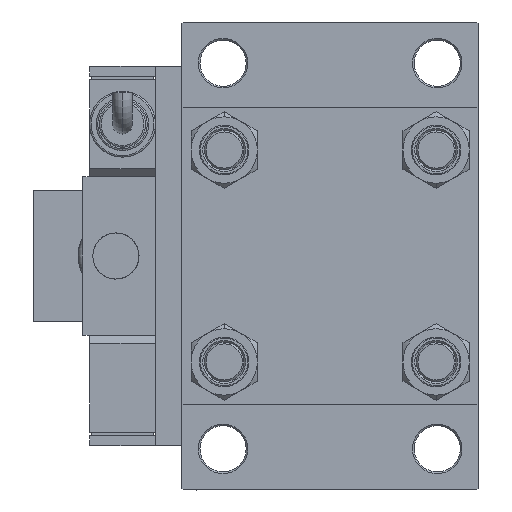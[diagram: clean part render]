
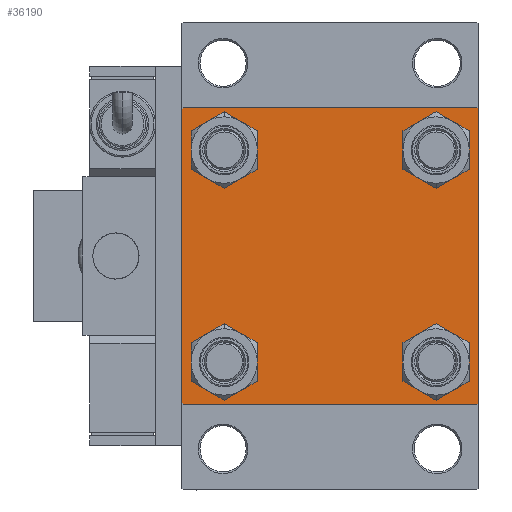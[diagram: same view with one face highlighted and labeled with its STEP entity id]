
A CAD part, left-side view. The second image highlights one B-rep face of the part: STEP entity #36190.
In plain terms, the highlighted planar face has unit normal (-1, 0, 0).
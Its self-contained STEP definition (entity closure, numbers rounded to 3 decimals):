
#1 = EDGE_CURVE ( 'NONE', #31611, #18323, #20213, .T. ) ;
#117 = CARTESIAN_POINT ( 'NONE',  ( 0., -45., -44.5 ) ) ;
#147 = EDGE_CURVE ( 'NONE', #52333, #38710, #28270, .T. ) ;
#790 = VECTOR ( 'NONE', #23414, 1000. ) ;
#975 = ORIENTED_EDGE ( 'NONE', *, *, #50383, .T. ) ;
#1732 = CARTESIAN_POINT ( 'NONE',  ( 0., 32.15, -38.65 ) ) ;
#1906 = DIRECTION ( 'NONE',  ( 0., 0.707, -0.707 ) ) ;
#4177 = CIRCLE ( 'NONE', #39789, 6.5 ) ;
#4881 = CARTESIAN_POINT ( 'NONE',  ( 0., -44.5, -45. ) ) ;
#5090 = EDGE_CURVE ( 'NONE', #25992, #18450, #44669, .T. ) ;
#5513 = ORIENTED_EDGE ( 'NONE', *, *, #14088, .T. ) ;
#5534 = DIRECTION ( 'NONE',  ( 1., 0., 0. ) ) ;
#5774 = VERTEX_POINT ( 'NONE', #21548 ) ;
#6495 = CARTESIAN_POINT ( 'NONE',  ( 0., 44.75, -44.75 ) ) ;
#6631 = AXIS2_PLACEMENT_3D ( 'NONE', #10299, #6956, #40958 ) ;
#6901 = ORIENTED_EDGE ( 'NONE', *, *, #46483, .T. ) ;
#6956 = DIRECTION ( 'NONE',  ( -1., 0., 0. ) ) ;
#7403 = DIRECTION ( 'NONE',  ( 0., 0., 1. ) ) ;
#7445 = CARTESIAN_POINT ( 'NONE',  ( 0., 32.15, 38.65 ) ) ;
#7784 = CARTESIAN_POINT ( 'NONE',  ( 0., 45., 45. ) ) ;
#7954 = CIRCLE ( 'NONE', #19532, 6.5 ) ;
#8330 = LINE ( 'NONE', #7784, #20006 ) ;
#9100 = CARTESIAN_POINT ( 'NONE',  ( 0., -44.75, 44.75 ) ) ;
#9578 = VECTOR ( 'NONE', #13376, 1000. ) ;
#9936 = CARTESIAN_POINT ( 'NONE',  ( 0., -32.15, 25.65 ) ) ;
#10170 = DIRECTION ( 'NONE',  ( 1., 0., 0. ) ) ;
#10299 = CARTESIAN_POINT ( 'NONE',  ( 0., 0., 0. ) ) ;
#10573 = FACE_OUTER_BOUND ( 'NONE', #15166, .T. ) ;
#11526 = CARTESIAN_POINT ( 'NONE',  ( 0., -45., 44.5 ) ) ;
#12463 = DIRECTION ( 'NONE',  ( 1., 0., 0. ) ) ;
#12783 = CARTESIAN_POINT ( 'NONE',  ( 0., -32.15, -38.65 ) ) ;
#13376 = DIRECTION ( 'NONE',  ( 0., 0.707, 0.707 ) ) ;
#13592 = CARTESIAN_POINT ( 'NONE',  ( 0., -32.15, -25.65 ) ) ;
#14088 = EDGE_CURVE ( 'NONE', #53035, #22309, #22687, .T. ) ;
#14488 = FACE_BOUND ( 'NONE', #24485, .T. ) ;
#14506 = ORIENTED_EDGE ( 'NONE', *, *, #147, .T. ) ;
#15166 = EDGE_LOOP ( 'NONE', ( #24408, #28947, #20237, #975, #27791, #6901, #22622, #26077 ) ) ;
#15181 = CARTESIAN_POINT ( 'NONE',  ( 0., -32.15, 32.15 ) ) ;
#15556 = VERTEX_POINT ( 'NONE', #4881 ) ;
#15652 = ORIENTED_EDGE ( 'NONE', *, *, #52766, .T. ) ;
#15696 = VERTEX_POINT ( 'NONE', #11526 ) ;
#16354 = CARTESIAN_POINT ( 'NONE',  ( 0., 45., -44.5 ) ) ;
#16686 = DIRECTION ( 'NONE',  ( 0., 0., -1. ) ) ;
#18313 = ORIENTED_EDGE ( 'NONE', *, *, #44901, .T. ) ;
#18323 = VERTEX_POINT ( 'NONE', #12783 ) ;
#18450 = VERTEX_POINT ( 'NONE', #47636 ) ;
#19184 = LINE ( 'NONE', #53482, #52502 ) ;
#19532 = AXIS2_PLACEMENT_3D ( 'NONE', #43726, #5534, #51270 ) ;
#19933 = AXIS2_PLACEMENT_3D ( 'NONE', #15181, #10170, #40007 ) ;
#20006 = VECTOR ( 'NONE', #16686, 1000. ) ;
#20213 = CIRCLE ( 'NONE', #51400, 6.5 ) ;
#20237 = ORIENTED_EDGE ( 'NONE', *, *, #40523, .T. ) ;
#20343 = DIRECTION ( 'NONE',  ( 1., 0., 0. ) ) ;
#21413 = LINE ( 'NONE', #42061, #34221 ) ;
#21548 = CARTESIAN_POINT ( 'NONE',  ( 0., 32.15, -25.65 ) ) ;
#22309 = VERTEX_POINT ( 'NONE', #7445 ) ;
#22622 = ORIENTED_EDGE ( 'NONE', *, *, #25028, .F. ) ;
#22640 = CIRCLE ( 'NONE', #19933, 6.5 ) ;
#22687 = CIRCLE ( 'NONE', #36104, 6.5 ) ;
#22930 = AXIS2_PLACEMENT_3D ( 'NONE', #46041, #29041, #24046 ) ;
#23414 = DIRECTION ( 'NONE',  ( 0., -1., 0. ) ) ;
#23478 = DIRECTION ( 'NONE',  ( 0., -0.707, -0.707 ) ) ;
#23713 = CARTESIAN_POINT ( 'NONE',  ( 0., -44.75, -44.75 ) ) ;
#23720 = ORIENTED_EDGE ( 'NONE', *, *, #39441, .T. ) ;
#24046 = DIRECTION ( 'NONE',  ( 0., 0., 1. ) ) ;
#24408 = ORIENTED_EDGE ( 'NONE', *, *, #41794, .T. ) ;
#24485 = EDGE_LOOP ( 'NONE', ( #23720, #14506 ) ) ;
#24547 = EDGE_CURVE ( 'NONE', #18323, #31611, #39085, .T. ) ;
#24670 = EDGE_LOOP ( 'NONE', ( #29746, #52163 ) ) ;
#24898 = CARTESIAN_POINT ( 'NONE',  ( 0., -32.15, 38.65 ) ) ;
#25028 = EDGE_CURVE ( 'NONE', #25186, #37497, #41251, .T. ) ;
#25047 = VECTOR ( 'NONE', #33580, 1000. ) ;
#25186 = VERTEX_POINT ( 'NONE', #45963 ) ;
#25276 = EDGE_CURVE ( 'NONE', #31961, #5774, #7954, .T. ) ;
#25681 = CARTESIAN_POINT ( 'NONE',  ( 0., 45., 44.5 ) ) ;
#25802 = DIRECTION ( 'NONE',  ( 1., 0., 0. ) ) ;
#25992 = VERTEX_POINT ( 'NONE', #16354 ) ;
#26077 = ORIENTED_EDGE ( 'NONE', *, *, #53982, .T. ) ;
#26752 = LINE ( 'NONE', #9100, #9578 ) ;
#27620 = AXIS2_PLACEMENT_3D ( 'NONE', #31296, #25802, #42820 ) ;
#27791 = ORIENTED_EDGE ( 'NONE', *, *, #30409, .F. ) ;
#28127 = FACE_BOUND ( 'NONE', #55154, .T. ) ;
#28270 = CIRCLE ( 'NONE', #22930, 6.5 ) ;
#28947 = ORIENTED_EDGE ( 'NONE', *, *, #5090, .T. ) ;
#29041 = DIRECTION ( 'NONE',  ( 1., 0., 0. ) ) ;
#29746 = ORIENTED_EDGE ( 'NONE', *, *, #1, .T. ) ;
#30409 = EDGE_CURVE ( 'NONE', #15696, #44789, #54784, .T. ) ;
#31296 = CARTESIAN_POINT ( 'NONE',  ( 0., -32.15, -32.15 ) ) ;
#31611 = VERTEX_POINT ( 'NONE', #13592 ) ;
#31961 = VERTEX_POINT ( 'NONE', #1732 ) ;
#32760 = DIRECTION ( 'NONE',  ( 1., 0., 0. ) ) ;
#32777 = CARTESIAN_POINT ( 'NONE',  ( 0., -45., 45. ) ) ;
#32922 = VECTOR ( 'NONE', #23478, 1000. ) ;
#33580 = DIRECTION ( 'NONE',  ( 0., 0., -1. ) ) ;
#33633 = CARTESIAN_POINT ( 'NONE',  ( 0., 32.15, 32.15 ) ) ;
#33718 = CARTESIAN_POINT ( 'NONE',  ( 0., 32.15, -32.15 ) ) ;
#34221 = VECTOR ( 'NONE', #46522, 1000. ) ;
#36104 = AXIS2_PLACEMENT_3D ( 'NONE', #33633, #12463, #38099 ) ;
#36190 = ADVANCED_FACE ( 'NONE', ( #14488, #52692, #48237, #28127, #10573 ), #45136, .T. ) ;
#37199 = DIRECTION ( 'NONE',  ( 1., 0., 0. ) ) ;
#37471 = CARTESIAN_POINT ( 'NONE',  ( 0., -32.15, -32.15 ) ) ;
#37497 = VERTEX_POINT ( 'NONE', #43989 ) ;
#38099 = DIRECTION ( 'NONE',  ( 0., 0., 1. ) ) ;
#38319 = CARTESIAN_POINT ( 'NONE',  ( 0., 32.15, 32.15 ) ) ;
#38563 = EDGE_LOOP ( 'NONE', ( #15652, #43819 ) ) ;
#38710 = VERTEX_POINT ( 'NONE', #24898 ) ;
#39085 = CIRCLE ( 'NONE', #27620, 6.5 ) ;
#39441 = EDGE_CURVE ( 'NONE', #38710, #52333, #22640, .T. ) ;
#39789 = AXIS2_PLACEMENT_3D ( 'NONE', #38319, #32760, #7403 ) ;
#40007 = DIRECTION ( 'NONE',  ( 0., 0., 1. ) ) ;
#40523 = EDGE_CURVE ( 'NONE', #18450, #15556, #21413, .T. ) ;
#40665 = CARTESIAN_POINT ( 'NONE',  ( 0., 32.15, 25.65 ) ) ;
#40727 = DIRECTION ( 'NONE',  ( 0., -0.707, 0.707 ) ) ;
#40958 = DIRECTION ( 'NONE',  ( 0., 0., 1. ) ) ;
#40975 = CARTESIAN_POINT ( 'NONE',  ( 0., 45., 45. ) ) ;
#41251 = LINE ( 'NONE', #40975, #790 ) ;
#41794 = EDGE_CURVE ( 'NONE', #43001, #25992, #8330, .T. ) ;
#42061 = CARTESIAN_POINT ( 'NONE',  ( 0., 45., -45. ) ) ;
#42820 = DIRECTION ( 'NONE',  ( 0., 0., 1. ) ) ;
#43001 = VERTEX_POINT ( 'NONE', #25681 ) ;
#43529 = AXIS2_PLACEMENT_3D ( 'NONE', #33718, #20343, #54913 ) ;
#43726 = CARTESIAN_POINT ( 'NONE',  ( 0., 32.15, -32.15 ) ) ;
#43819 = ORIENTED_EDGE ( 'NONE', *, *, #25276, .T. ) ;
#43989 = CARTESIAN_POINT ( 'NONE',  ( 0., -44.5, 45. ) ) ;
#44669 = LINE ( 'NONE', #6495, #32922 ) ;
#44789 = VERTEX_POINT ( 'NONE', #117 ) ;
#44901 = EDGE_CURVE ( 'NONE', #22309, #53035, #4177, .T. ) ;
#45136 = PLANE ( 'NONE',  #6631 ) ;
#45963 = CARTESIAN_POINT ( 'NONE',  ( 0., 44.5, 45. ) ) ;
#46041 = CARTESIAN_POINT ( 'NONE',  ( 0., -32.15, 32.15 ) ) ;
#46483 = EDGE_CURVE ( 'NONE', #15696, #37497, #26752, .T. ) ;
#46522 = DIRECTION ( 'NONE',  ( 0., -1., 0. ) ) ;
#47636 = CARTESIAN_POINT ( 'NONE',  ( 0., 44.5, -45. ) ) ;
#48237 = FACE_BOUND ( 'NONE', #38563, .T. ) ;
#49656 = LINE ( 'NONE', #23713, #52465 ) ;
#50383 = EDGE_CURVE ( 'NONE', #15556, #44789, #49656, .T. ) ;
#50578 = DIRECTION ( 'NONE',  ( 0., 0., 1. ) ) ;
#51270 = DIRECTION ( 'NONE',  ( 0., 0., 1. ) ) ;
#51400 = AXIS2_PLACEMENT_3D ( 'NONE', #37471, #37199, #50578 ) ;
#52163 = ORIENTED_EDGE ( 'NONE', *, *, #24547, .T. ) ;
#52333 = VERTEX_POINT ( 'NONE', #9936 ) ;
#52457 = CIRCLE ( 'NONE', #43529, 6.5 ) ;
#52465 = VECTOR ( 'NONE', #40727, 1000. ) ;
#52502 = VECTOR ( 'NONE', #1906, 1000. ) ;
#52692 = FACE_BOUND ( 'NONE', #24670, .T. ) ;
#52766 = EDGE_CURVE ( 'NONE', #5774, #31961, #52457, .T. ) ;
#53035 = VERTEX_POINT ( 'NONE', #40665 ) ;
#53482 = CARTESIAN_POINT ( 'NONE',  ( 0., 44.75, 44.75 ) ) ;
#53982 = EDGE_CURVE ( 'NONE', #25186, #43001, #19184, .T. ) ;
#54784 = LINE ( 'NONE', #32777, #25047 ) ;
#54913 = DIRECTION ( 'NONE',  ( 0., 0., 1. ) ) ;
#55154 = EDGE_LOOP ( 'NONE', ( #18313, #5513 ) ) ;
